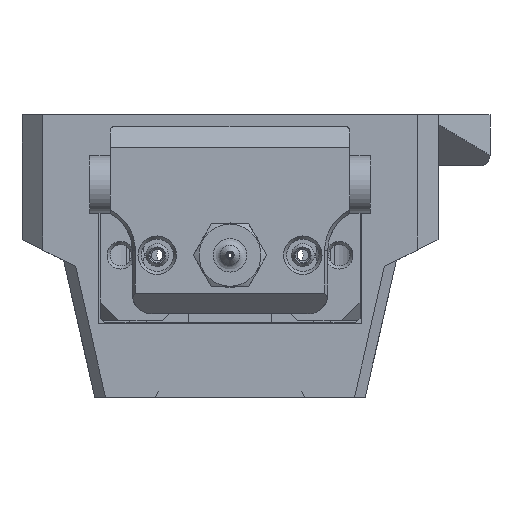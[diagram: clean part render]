
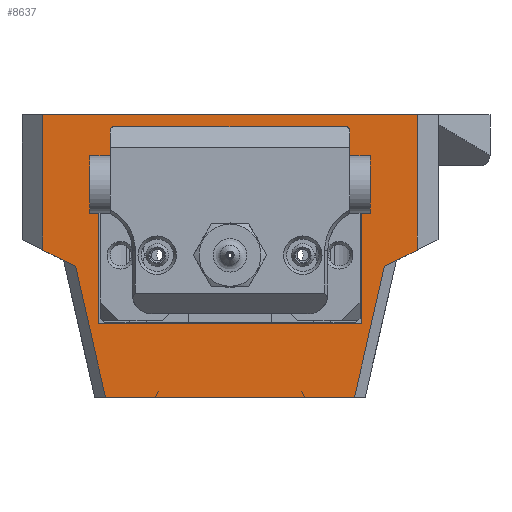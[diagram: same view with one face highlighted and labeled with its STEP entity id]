
A CAD part, front view. The second image highlights one B-rep face of the part: STEP entity #8637.
In plain terms, the highlighted face is planar.
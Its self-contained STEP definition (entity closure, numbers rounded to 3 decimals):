
#375=FACE_BOUND('',#1625,.T.);
#612=PLANE('',#9794);
#1087=FACE_OUTER_BOUND('',#1624,.T.);
#1624=EDGE_LOOP('',(#7723,#7724,#7725,#7726,#7727,#7728,#7729,#7730));
#1625=EDGE_LOOP('',(#7731,#7732,#7733,#7734));
#2352=LINE('',#14784,#3163);
#2373=LINE('',#14916,#3184);
#2380=LINE('',#14942,#3191);
#2392=LINE('',#15675,#3203);
#2408=LINE('',#15722,#3219);
#2409=LINE('',#15724,#3220);
#2410=LINE('',#15725,#3221);
#2411=LINE('',#15727,#3222);
#2412=LINE('',#15729,#3223);
#2413=LINE('',#15731,#3224);
#2414=LINE('',#15732,#3225);
#2415=LINE('',#15733,#3226);
#3163=VECTOR('',#11919,1000.);
#3184=VECTOR('',#11988,1000.);
#3191=VECTOR('',#12013,10.);
#3203=VECTOR('',#12069,1000.);
#3219=VECTOR('',#12103,1000.);
#3220=VECTOR('',#12104,1000.);
#3221=VECTOR('',#12105,1000.);
#3222=VECTOR('',#12106,1000.);
#3223=VECTOR('',#12107,1000.);
#3224=VECTOR('',#12108,1000.);
#3225=VECTOR('',#12109,1000.);
#3226=VECTOR('',#12110,1000.);
#4330=VERTEX_POINT('',#14781);
#4331=VERTEX_POINT('',#14783);
#4357=VERTEX_POINT('',#14913);
#4358=VERTEX_POINT('',#14915);
#4367=VERTEX_POINT('',#14939);
#4368=VERTEX_POINT('',#14941);
#4411=VERTEX_POINT('',#15720);
#4412=VERTEX_POINT('',#15721);
#4413=VERTEX_POINT('',#15723);
#4414=VERTEX_POINT('',#15726);
#4415=VERTEX_POINT('',#15728);
#4416=VERTEX_POINT('',#15730);
#5461=EDGE_CURVE('',#4330,#4331,#2352,.T.);
#5499=EDGE_CURVE('',#4358,#4357,#2373,.T.);
#5510=EDGE_CURVE('',#4367,#4368,#2380,.T.);
#5554=EDGE_CURVE('',#4330,#4368,#2392,.T.);
#5576=EDGE_CURVE('',#4411,#4412,#2408,.T.);
#5577=EDGE_CURVE('',#4412,#4413,#2409,.T.);
#5578=EDGE_CURVE('',#4413,#4358,#2410,.T.);
#5579=EDGE_CURVE('',#4357,#4414,#2411,.T.);
#5580=EDGE_CURVE('',#4414,#4415,#2412,.T.);
#5581=EDGE_CURVE('',#4415,#4416,#2413,.T.);
#5582=EDGE_CURVE('',#4411,#4416,#2414,.T.);
#5583=EDGE_CURVE('',#4331,#4367,#2415,.T.);
#7723=ORIENTED_EDGE('',*,*,#5576,.T.);
#7724=ORIENTED_EDGE('',*,*,#5577,.T.);
#7725=ORIENTED_EDGE('',*,*,#5578,.T.);
#7726=ORIENTED_EDGE('',*,*,#5499,.T.);
#7727=ORIENTED_EDGE('',*,*,#5579,.T.);
#7728=ORIENTED_EDGE('',*,*,#5580,.T.);
#7729=ORIENTED_EDGE('',*,*,#5581,.T.);
#7730=ORIENTED_EDGE('',*,*,#5582,.F.);
#7731=ORIENTED_EDGE('',*,*,#5510,.F.);
#7732=ORIENTED_EDGE('',*,*,#5583,.F.);
#7733=ORIENTED_EDGE('',*,*,#5461,.F.);
#7734=ORIENTED_EDGE('',*,*,#5554,.T.);
#8637=ADVANCED_FACE('',(#1087,#375),#612,.T.);
#9794=AXIS2_PLACEMENT_3D('',#15719,#12101,#12102);
#11919=DIRECTION('',(1.,0.,0.));
#11988=DIRECTION('',(1.,0.,0.));
#12013=DIRECTION('',(-1.,0.,0.));
#12069=DIRECTION('',(0.,1.,0.));
#12101=DIRECTION('center_axis',(0.,0.,
1.));
#12102=DIRECTION('ref_axis',(1.,0.,0.));
#12103=DIRECTION('',(0.,-1.,0.));
#12104=DIRECTION('',(0.894,-0.447,0.));
#12105=DIRECTION('',(0.222,-0.975,0.));
#12106=DIRECTION('',(0.222,0.975,0.));
#12107=DIRECTION('',(0.894,0.447,0.));
#12108=DIRECTION('',(0.,1.,0.));
#12109=DIRECTION('',(1.,0.,0.));
#12110=DIRECTION('',(0.,1.,0.));
#14781=CARTESIAN_POINT('',(37.35,-65.024,-19.));
#14783=CARTESIAN_POINT('',(62.65,-65.024,-19.));
#14784=CARTESIAN_POINT('',(50.95,-65.024,-19.));
#14913=CARTESIAN_POINT('',(61.974,-72.124,-19.));
#14915=CARTESIAN_POINT('',(38.026,-72.124,-19.));
#14916=CARTESIAN_POINT('',(50.,-72.124,-19.));
#14939=CARTESIAN_POINT('',(62.65,-51.924,-19.));
#14941=CARTESIAN_POINT('',(37.35,-51.924,-19.));
#14942=CARTESIAN_POINT('',(41.,-51.924,-19.));
#15675=CARTESIAN_POINT('',(37.35,-58.599,-19.));
#15719=CARTESIAN_POINT('Origin',(50.95,-58.599,-19.));
#15720=CARTESIAN_POINT('',(32.,-44.974,-19.));
#15721=CARTESIAN_POINT('',(32.,-57.974,-19.));
#15722=CARTESIAN_POINT('',(32.,-56.974,-19.));
#15723=CARTESIAN_POINT('',(35.158,-59.553,-19.));
#15724=CARTESIAN_POINT('',(33.888,-58.918,-19.));
#15725=CARTESIAN_POINT('',(37.975,-71.901,-19.));
#15726=CARTESIAN_POINT('',(64.842,-59.553,-19.));
#15727=CARTESIAN_POINT('',(65.025,-58.751,-19.));
#15728=CARTESIAN_POINT('',(68.,-57.974,-19.));
#15729=CARTESIAN_POINT('',(66.112,-58.918,-19.));
#15730=CARTESIAN_POINT('',(68.,-44.974,-19.));
#15731=CARTESIAN_POINT('',(68.,-44.974,-19.));
#15732=CARTESIAN_POINT('',(39.6,-44.974,-19.));
#15733=CARTESIAN_POINT('',(62.65,-58.599,-19.));
